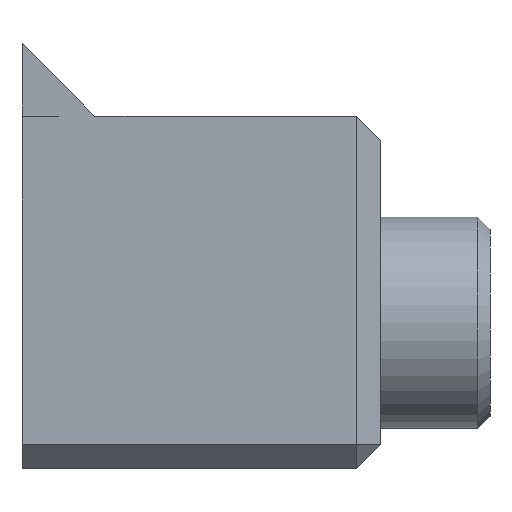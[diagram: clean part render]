
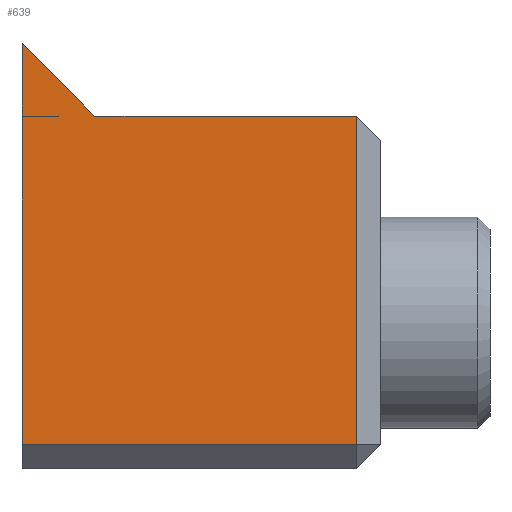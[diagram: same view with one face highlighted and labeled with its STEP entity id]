
A CAD part, left-side view. The second image highlights one B-rep face of the part: STEP entity #639.
In plain terms, the highlighted planar face has unit normal (-1, 0, 0).
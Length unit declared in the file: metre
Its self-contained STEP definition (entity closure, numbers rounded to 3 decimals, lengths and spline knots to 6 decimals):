
#22=LINE('',#894,#100);
#28=LINE('',#906,#106);
#59=LINE('',#972,#137);
#60=LINE('',#974,#138);
#78=LINE('',#1010,#156);
#85=LINE('',#1023,#163);
#88=LINE('',#1029,#166);
#89=LINE('',#1031,#167);
#90=LINE('',#1032,#168);
#100=VECTOR('',#728,1.);
#106=VECTOR('',#738,1.);
#137=VECTOR('',#795,1.);
#138=VECTOR('',#798,1.);
#156=VECTOR('',#828,1.);
#163=VECTOR('',#841,1.);
#166=VECTOR('',#846,1.);
#167=VECTOR('',#849,1.);
#168=VECTOR('',#850,1.);
#301=ORIENTED_EDGE('',*,*,#421,.F.);
#302=ORIENTED_EDGE('',*,*,#410,.T.);
#303=ORIENTED_EDGE('',*,*,#352,.T.);
#304=ORIENTED_EDGE('',*,*,#417,.T.);
#305=ORIENTED_EDGE('',*,*,#420,.T.);
#306=ORIENTED_EDGE('',*,*,#422,.T.);
#307=ORIENTED_EDGE('',*,*,#392,.F.);
#308=ORIENTED_EDGE('',*,*,#358,.T.);
#309=ORIENTED_EDGE('',*,*,#391,.F.);
#352=EDGE_CURVE('',#437,#436,#22,.T.);
#358=EDGE_CURVE('',#441,#442,#28,.T.);
#391=EDGE_CURVE('',#462,#442,#59,.T.);
#392=EDGE_CURVE('',#441,#463,#60,.T.);
#410=EDGE_CURVE('',#474,#437,#78,.T.);
#417=EDGE_CURVE('',#436,#477,#85,.T.);
#420=EDGE_CURVE('',#477,#479,#88,.F.);
#421=EDGE_CURVE('',#474,#462,#89,.T.);
#422=EDGE_CURVE('',#479,#463,#90,.T.);
#436=VERTEX_POINT('',#893);
#437=VERTEX_POINT('',#895);
#441=VERTEX_POINT('',#907);
#442=VERTEX_POINT('',#908);
#462=VERTEX_POINT('',#971);
#463=VERTEX_POINT('',#975);
#474=VERTEX_POINT('',#1008);
#477=VERTEX_POINT('',#1022);
#479=VERTEX_POINT('',#1028);
#523=EDGE_LOOP('',(#301,#302,#303,#304,#305,#306,#307,#308,#309));
#567=FACE_BOUND('',#523,.T.);
#604=PLANE('',#693);
#639=ADVANCED_FACE('',(#567),#604,.T.);
#693=AXIS2_PLACEMENT_3D('',#1030,#847,#848);
#728=DIRECTION('',(0.,0.,1.));
#738=DIRECTION('',(0.,0.,-1.));
#795=DIRECTION('',(0.,-1.,0.));
#798=DIRECTION('',(0.,1.,0.));
#828=DIRECTION('',(0.,-1.,0.));
#841=DIRECTION('',(0.,1.,0.));
#846=DIRECTION('',(0.,-0.707,-0.707));
#847=DIRECTION('',(-1.,0.,0.));
#848=DIRECTION('',(0.,0.,1.));
#849=DIRECTION('',(0.,0.,1.));
#850=DIRECTION('',(0.,0.,-1.));
#893=CARTESIAN_POINT('',(0.016534,-0.02124,-0.025336));
#894=CARTESIAN_POINT('',(0.016534,-0.02124,-0.032586));
#895=CARTESIAN_POINT('',(0.016534,-0.02124,-0.038836));
#906=CARTESIAN_POINT('',(0.016534,-0.009,-0.000042));
#907=CARTESIAN_POINT('',(0.016534,-0.009,-0.025336));
#908=CARTESIAN_POINT('',(0.016534,-0.009,-0.025364));
#971=CARTESIAN_POINT('',(0.016534,-0.0075,-0.025364));
#972=CARTESIAN_POINT('',(0.016534,-0.005998,-0.025364));
#974=CARTESIAN_POINT('',(0.016534,-0.01874,-0.025336));
#975=CARTESIAN_POINT('',(0.016534,-0.0075,-0.025336));
#1008=CARTESIAN_POINT('',(0.016534,-0.0075,-0.038836));
#1010=CARTESIAN_POINT('',(0.016534,-0.02224,-0.038836));
#1022=CARTESIAN_POINT('',(0.016534,-0.0105,-0.025336));
#1023=CARTESIAN_POINT('',(0.016534,-0.02024,-0.025336));
#1028=CARTESIAN_POINT('',(0.016534,-0.0075,-0.022336));
#1029=CARTESIAN_POINT('',(0.016534,-0.0105,-0.025336));
#1030=CARTESIAN_POINT('',(0.016534,-0.01874,-0.032586));
#1031=CARTESIAN_POINT('',(0.016534,-0.0075,-0.032586));
#1032=CARTESIAN_POINT('',(0.016534,-0.0075,-0.000042));
